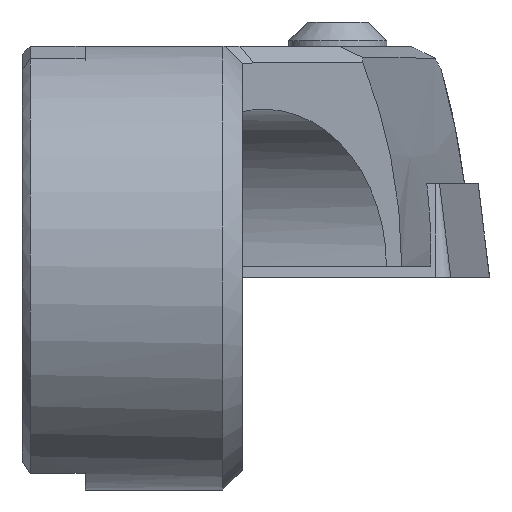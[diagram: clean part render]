
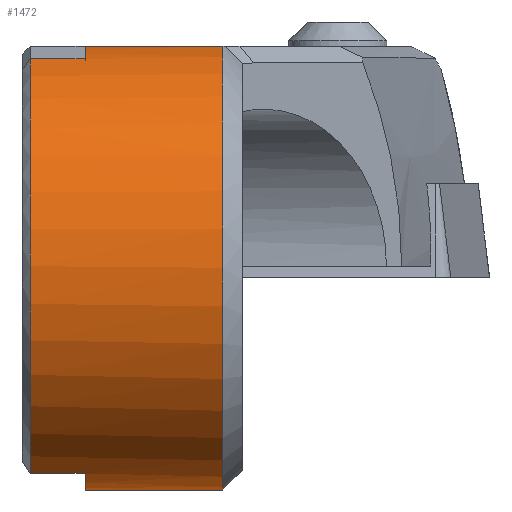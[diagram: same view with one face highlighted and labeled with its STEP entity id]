
A CAD part, left-side view. The second image highlights one B-rep face of the part: STEP entity #1472.
In plain terms, the highlighted cylindrical face has radius 5.7 mm (diameter 11.4 mm), a partial arc.
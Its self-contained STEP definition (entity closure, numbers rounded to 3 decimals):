
#596=EDGE_CURVE('NONE',#1114,#1098,#1718,.F.);
#676=EDGE_CURVE('NONE',#868,#1114,#1802,.F.);
#700=EDGE_CURVE('NONE',#1582,#1648,#1829,.T.);
#800=VERTEX_POINT('NONE',#1936);
#868=VERTEX_POINT('NONE',#2010);
#1098=VERTEX_POINT('NONE',#2264);
#1114=VERTEX_POINT('NONE',#2282);
#1180=EDGE_CURVE('NONE',#800,#1648,#2361,.F.);
#1326=EDGE_CURVE('NONE',#800,#1640,#2527,.F.);
#1336=EDGE_CURVE('NONE',#1496,#868,#2538,.T.);
#1472=ADVANCED_FACE('NONE',(#2693),#2694,.T.);
#1496=VERTEX_POINT('NONE',#2718);
#1502=EDGE_CURVE('NONE',#1582,#1098,#2724,.T.);
#1564=EDGE_CURVE('NONE',#1640,#1496,#2790,.F.);
#1582=VERTEX_POINT('NONE',#2808);
#1640=VERTEX_POINT('NONE',#2873);
#1648=VERTEX_POINT('NONE',#2882);
#1718=CIRCLE('',#2951,5.7);
#1802=LINE('',#3077,#3078);
#1829=CIRCLE('',#3112,5.7);
#1936=CARTESIAN_POINT('',(-1.063,-1.6,5.6));
#2010=CARTESIAN_POINT('',(-2.15,-0.2,-5.279));
#2264=CARTESIAN_POINT('',(0.,-1.6,-5.7));
#2282=CARTESIAN_POINT('',(-2.15,-1.6,-5.279));
#2361=LINE('',#3869,#3870);
#2527=CIRCLE('',#4657,5.7);
#2538=CIRCLE('',#4672,5.7);
#2693=FACE_OUTER_BOUND('',#4883,.T.);
#2694=CYLINDRICAL_SURFACE('',#4884,5.7);
#2718=CARTESIAN_POINT('',(-2.15,-0.2,5.279));
#2724=LINE('',#4925,#4926);
#2790=LINE('',#5025,#5026);
#2808=CARTESIAN_POINT('',(0.,-5.1,-5.7));
#2873=CARTESIAN_POINT('',(-2.15,-1.6,5.279));
#2882=CARTESIAN_POINT('',(-1.063,-5.1,5.6));
#2951=AXIS2_PLACEMENT_3D('',#5235,#5236,#5237);
#3077=CARTESIAN_POINT('',(-2.15,-20.0,-5.279));
#3078=VECTOR('',#5317,1.0);
#3112=AXIS2_PLACEMENT_3D('',#5348,#5349,#5350);
#3869=CARTESIAN_POINT('',(-1.063,-20.0,5.6));
#3870=VECTOR('',#6017,1.0);
#4657=AXIS2_PLACEMENT_3D('',#6256,#6257,#6258);
#4672=AXIS2_PLACEMENT_3D('',#6271,#6272,#6273);
#4883=EDGE_LOOP('',(#6470,#6471,#6472,#6473,#6474,#6475,#6476,#6477));
#4884=AXIS2_PLACEMENT_3D('',#6478,#6479,#6480);
#4925=CARTESIAN_POINT('',(0.,-20.0,-5.7));
#4926=VECTOR('',#6495,1000.0);
#5025=CARTESIAN_POINT('',(-2.15,-20.0,5.279));
#5026=VECTOR('',#6549,1.0);
#5235=CARTESIAN_POINT('',(0.0,-1.6,0.0));
#5236=DIRECTION('',(0.0,1.0,0.0));
#5237=DIRECTION('',(0.,0.0,-1.0));
#5317=DIRECTION('',(-0.0,1.0,0.0));
#5348=CARTESIAN_POINT('',(0.0,-5.1,0.0));
#5349=DIRECTION('',(0.0,1.0,0.0));
#5350=DIRECTION('',(0.,0.0,-1.0));
#6017=DIRECTION('',(-0.0,1.0,0.0));
#6256=CARTESIAN_POINT('',(0.0,-1.6,0.0));
#6257=DIRECTION('',(0.0,1.0,0.0));
#6258=DIRECTION('',(0.,0.0,-1.0));
#6271=CARTESIAN_POINT('',(0.0,-0.2,0.0));
#6272=DIRECTION('',(0.0,-1.0,-0.0));
#6273=DIRECTION('',(0.,0.0,-1.0));
#6470=ORIENTED_EDGE('',*,*,#1502,.F.);
#6471=ORIENTED_EDGE('',*,*,#700,.T.);
#6472=ORIENTED_EDGE('',*,*,#1180,.F.);
#6473=ORIENTED_EDGE('',*,*,#1326,.T.);
#6474=ORIENTED_EDGE('',*,*,#1564,.T.);
#6475=ORIENTED_EDGE('',*,*,#1336,.T.);
#6476=ORIENTED_EDGE('',*,*,#676,.T.);
#6477=ORIENTED_EDGE('',*,*,#596,.T.);
#6478=CARTESIAN_POINT('',(0.0,-20.0,0.0));
#6479=DIRECTION('',(-0.0,1.0,0.0));
#6480=DIRECTION('',(0.,0.0,-1.0));
#6495=DIRECTION('',(0.0,1.0,0.0));
#6549=DIRECTION('',(0.0,-1.0,0.0));
